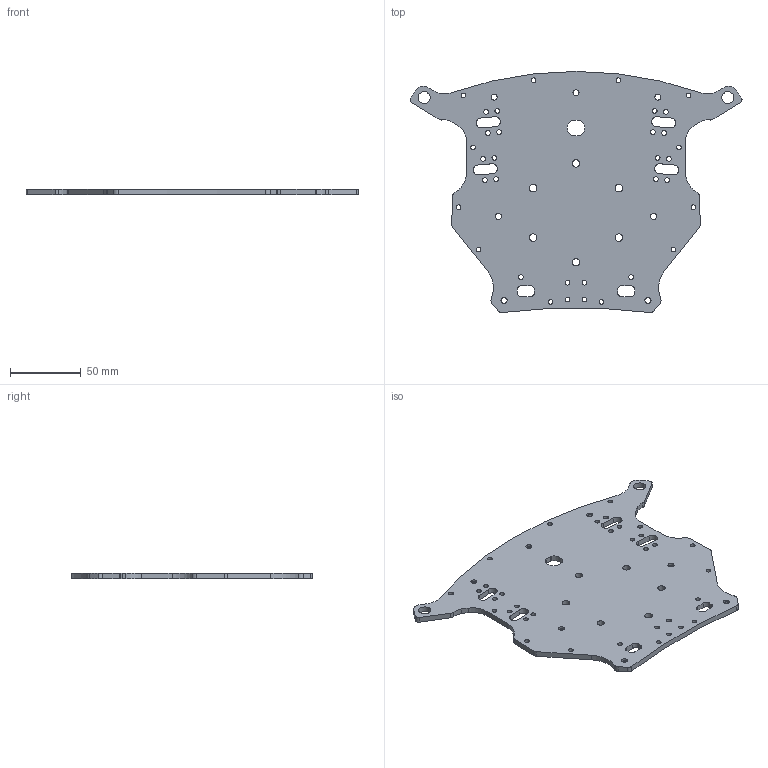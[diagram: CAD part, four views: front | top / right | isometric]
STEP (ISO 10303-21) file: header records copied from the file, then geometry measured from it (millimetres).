
FILE_DESCRIPTION(/* description */ (''),/* implementation_level */ '2;1');
FILE_NAME(/* name */ 'PE_152004_rev1_HYP-R_BackPlate.step',/* time_stamp */ '2023-07-02T13:07:36+02:00',/* author */ (''),/* organization */ (''),/* preprocessor_version */ 'ST-DEVELOPER v19.2',/* originating_system */ 'Autodesk Translation Framework v12.6.0.85',/* authorisation */ '');
FILE_SCHEMA (('AUTOMOTIVE_DESIGN { 1 0 10303 214 3 1 1 }'));
Length unit declared in the file: millimetre
Products named in the file (1): BackPlate
Bounding box: 235.24 x 170.83 x 4 mm (x, y, z)
Volume: 99840.2 mm3; surface area: 56507.3 mm2
Topology: 1 solids, 1 shells, 152 faces, 431 edges, 281 vertices
Faces by surface type: cylinder 99, plane 34, cone 19
Full cylindrical faces by diameter (mm): 3.3 x34, 4.3 x7, 5.3 x6, 8.5 x2
Entity records: 5293 total; most frequent: DIRECTION 954, CARTESIAN_POINT 865, ORIENTED_EDGE 862, EDGE_CURVE 431, AXIS2_PLACEMENT_3D 370, VERTEX_POINT 281, EDGE_LOOP 264, CIRCLE 217
